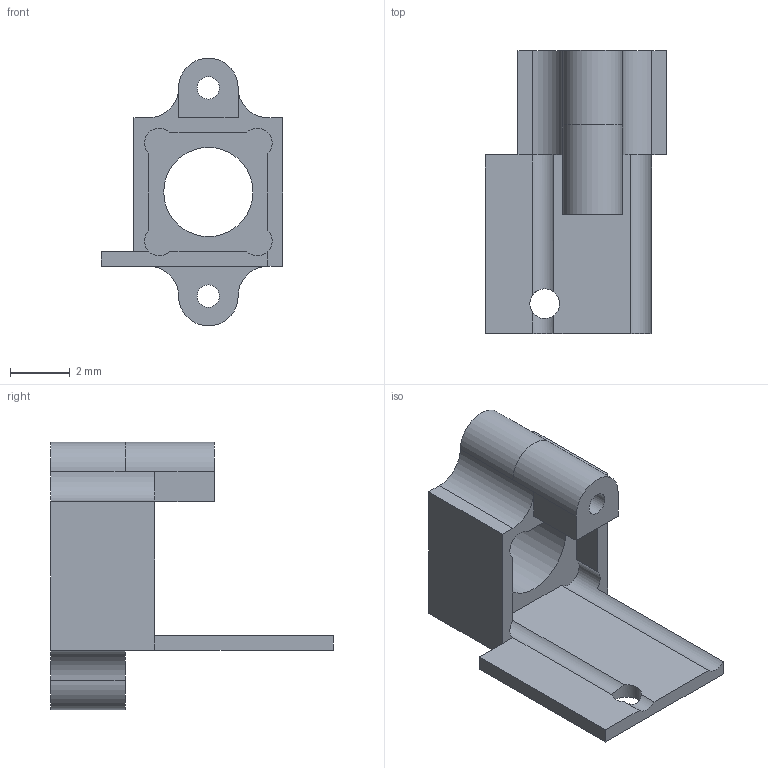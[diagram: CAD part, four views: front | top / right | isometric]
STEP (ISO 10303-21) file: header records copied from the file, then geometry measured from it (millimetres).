
FILE_DESCRIPTION(/* description */ (''),/* implementation_level */ '2;1');
FILE_NAME(/* name */ 'Miniscope_v4_Excitation.step',/* time_stamp */ '2020-05-28T20:37:17-07:00',/* author */ (''),/* organization */ (''),/* preprocessor_version */ 'ST-DEVELOPER v18',/* originating_system */ 'Autodesk Translation Framework v8.12.0.6',/* authorisation */ '');
FILE_SCHEMA (('AUTOMOTIVE_DESIGN { 1 0 10303 214 3 1 1 }'));
Length unit declared in the file: millimetre
Products named in the file (1): Miniscope_v4_Excitation
Bounding box: 6.1 x 9.5 x 9 mm (x, y, z)
Volume: 96.5 mm3; surface area: 282.1 mm2
Topology: 1 solids, 1 shells, 39 faces, 112 edges, 74 vertices
Faces by surface type: plane 22, cylinder 17
Full cylindrical faces by diameter (mm): 0.75 x3, 1 x1, 3 x1
Entity records: 1357 total; most frequent: CARTESIAN_POINT 252, DIRECTION 226, ORIENTED_EDGE 224, EDGE_CURVE 112, AXIS2_PLACEMENT_3D 76, LINE 74, VECTOR 74, VERTEX_POINT 74
